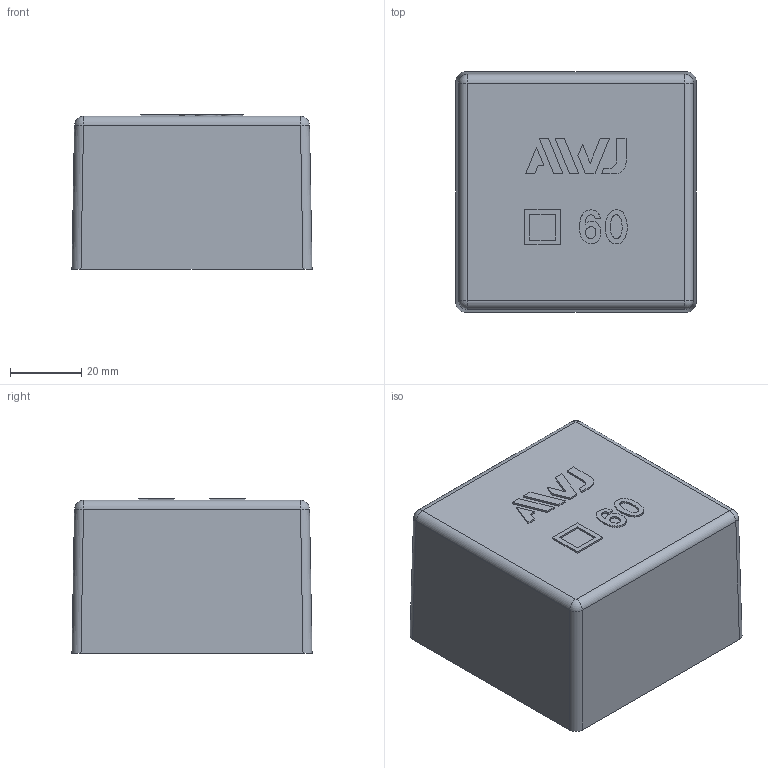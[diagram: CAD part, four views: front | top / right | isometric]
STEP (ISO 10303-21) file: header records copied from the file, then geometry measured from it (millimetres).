
FILE_DESCRIPTION( ( 'STEP AP203' ), '1' );
FILE_NAME( '60.step', '2022-07-25T02:28:58', ( ' ' ), ( ' ' ), 'XStep 1.0', ' ', ' ' );
FILE_SCHEMA( ( 'CONFIG_CONTROL_DESIGN' ) );
Length unit declared in the file: millimetre
Products named in the file (1): 1
Bounding box: 67.47 x 67.47 x 43.55 mm (x, y, z)
Volume: 39749.8 mm3; surface area: 29672.9 mm2
Topology: 1 solids, 1 shells, 78 faces, 184 edges, 116 vertices
Faces by surface type: plane 57, cylinder 10, extrusion 7, sphere 4
Entity records: 2396 total; most frequent: CARTESIAN_POINT 631, ORIENTED_EDGE 356, DIRECTION 317, EDGE_CURVE 178, VECTOR 133, LINE 126, VERTEX_POINT 116, AXIS2_PLACEMENT_3D 92
